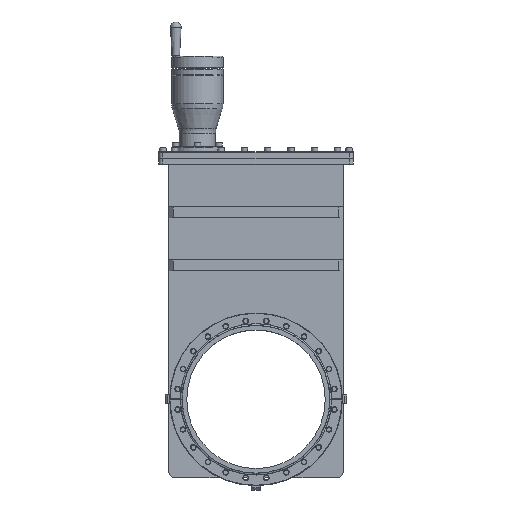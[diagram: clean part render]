
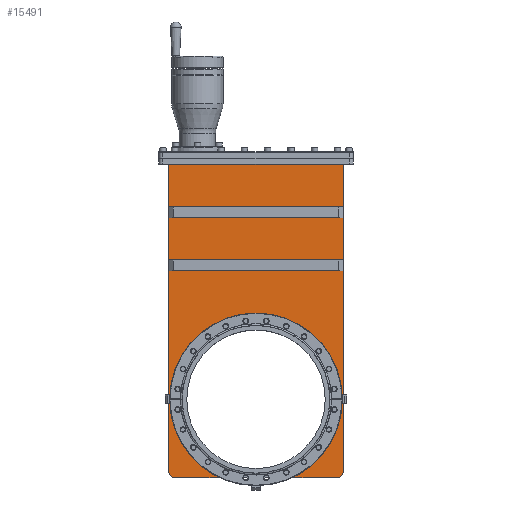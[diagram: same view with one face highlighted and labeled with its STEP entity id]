
A CAD part, top view. The second image highlights one B-rep face of the part: STEP entity #15491.
In plain terms, the highlighted planar face has unit normal (0, 0, 1).
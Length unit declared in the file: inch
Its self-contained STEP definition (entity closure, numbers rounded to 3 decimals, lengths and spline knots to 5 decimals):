
#1121=CARTESIAN_POINT('',(-4.655,-4.155,0.7025));
#1122=DIRECTION('',(0.,0.,1.));
#1123=DIRECTION('',(-1.,0.,0.));
#1124=AXIS2_PLACEMENT_3D('',#1121,#1122,#1123);
#4420=CARTESIAN_POINT('',(4.655,-4.155,0.7025));
#4421=DIRECTION('',(0.,0.,1.));
#4422=DIRECTION('',(0.,-1.,0.));
#4423=AXIS2_PLACEMENT_3D('',#4420,#4421,#4422);
#4499=DIRECTION('',(-1.,0.,0.));
#4500=VECTOR('',#4499,2.64512);
#4501=CARTESIAN_POINT('',(4.655,-4.54,0.7025));
#4502=LINE('',#4501,#4500);
#4503=CARTESIAN_POINT('',(0.,0.,0.7025));
#4504=DIRECTION('',(0.,0.,-1.));
#4505=DIRECTION('',(0.,1.,0.));
#4506=AXIS2_PLACEMENT_3D('',#4503,#4504,#4505);
#4508=CARTESIAN_POINT('',(0.,0.,0.7025));
#4509=DIRECTION('',(0.,0.,1.));
#4510=DIRECTION('',(0.,1.,0.));
#4511=AXIS2_PLACEMENT_3D('',#4508,#4509,#4510);
#4513=DIRECTION('',(-1.,0.,0.));
#4514=VECTOR('',#4513,2.64512);
#4515=CARTESIAN_POINT('',(-2.00988,-4.54,0.7025));
#4516=LINE('',#4515,#4514);
#4517=DIRECTION('',(0.,-1.,0.));
#4518=VECTOR('',#4517,17.715);
#4519=CARTESIAN_POINT('',(-5.04,13.56,0.7025));
#4520=LINE('',#4519,#4518);
#4521=DIRECTION('',(1.,0.,0.));
#4522=VECTOR('',#4521,10.08);
#4523=CARTESIAN_POINT('',(-5.04,13.56,0.7025));
#4524=LINE('',#4523,#4522);
#4525=DIRECTION('',(0.,1.,0.));
#4526=VECTOR('',#4525,17.715);
#4527=CARTESIAN_POINT('',(5.04,-4.155,0.7025));
#4528=LINE('',#4527,#4526);
#4529=DIRECTION('',(0.,-1.,0.));
#4530=VECTOR('',#4529,0.625);
#4531=CARTESIAN_POINT('',(-5.02,8.05,0.7025));
#4532=LINE('',#4531,#4530);
#4533=DIRECTION('',(1.,0.,0.));
#4534=VECTOR('',#4533,10.04);
#4535=CARTESIAN_POINT('',(-5.02,7.425,0.7025));
#4536=LINE('',#4535,#4534);
#4537=DIRECTION('',(0.,1.,0.));
#4538=VECTOR('',#4537,0.625);
#4539=CARTESIAN_POINT('',(5.02,7.425,0.7025));
#4540=LINE('',#4539,#4538);
#4541=DIRECTION('',(-1.,0.,0.));
#4542=VECTOR('',#4541,10.04);
#4543=CARTESIAN_POINT('',(5.02,8.05,0.7025));
#4544=LINE('',#4543,#4542);
#4545=DIRECTION('',(0.,-1.,0.));
#4546=VECTOR('',#4545,0.625);
#4547=CARTESIAN_POINT('',(-5.02,11.115,0.7025));
#4548=LINE('',#4547,#4546);
#4549=DIRECTION('',(1.,0.,0.));
#4550=VECTOR('',#4549,10.04);
#4551=CARTESIAN_POINT('',(-5.02,10.49,0.7025));
#4552=LINE('',#4551,#4550);
#4553=DIRECTION('',(0.,1.,0.));
#4554=VECTOR('',#4553,0.625);
#4555=CARTESIAN_POINT('',(5.02,10.49,0.7025));
#4556=LINE('',#4555,#4554);
#4557=DIRECTION('',(-1.,0.,0.));
#4558=VECTOR('',#4557,10.04);
#4559=CARTESIAN_POINT('',(5.02,11.115,0.7025));
#4560=LINE('',#4559,#4558);
#6769=CARTESIAN_POINT('',(-5.04,13.56,0.7025));
#6770=CARTESIAN_POINT('',(5.04,13.56,0.7025));
#6771=VERTEX_POINT('',#6769);
#6772=VERTEX_POINT('',#6770);
#6773=CARTESIAN_POINT('',(4.655,-4.54,0.7025));
#6774=CARTESIAN_POINT('',(5.04,-4.155,0.7025));
#6775=VERTEX_POINT('',#6773);
#6776=VERTEX_POINT('',#6774);
#6781=CARTESIAN_POINT('',(-5.04,-4.155,0.7025));
#6782=CARTESIAN_POINT('',(-4.655,-4.54,0.7025));
#6783=VERTEX_POINT('',#6781);
#6784=VERTEX_POINT('',#6782);
#8081=CARTESIAN_POINT('',(2.00988,-4.54,0.7025));
#8083=VERTEX_POINT('',#8081);
#8085=CARTESIAN_POINT('',(-2.00988,-4.54,0.7025));
#8086=VERTEX_POINT('',#8085);
#8125=CARTESIAN_POINT('',(0.,4.965,0.7025));
#8126=VERTEX_POINT('',#8125);
#8460=CARTESIAN_POINT('',(-5.02,8.05,0.7025));
#8461=CARTESIAN_POINT('',(-5.02,7.425,0.7025));
#8462=VERTEX_POINT('',#8460);
#8463=VERTEX_POINT('',#8461);
#8464=CARTESIAN_POINT('',(5.02,7.425,0.7025));
#8465=VERTEX_POINT('',#8464);
#8466=CARTESIAN_POINT('',(5.02,8.05,0.7025));
#8467=VERTEX_POINT('',#8466);
#8468=CARTESIAN_POINT('',(-5.02,11.115,0.7025));
#8469=CARTESIAN_POINT('',(-5.02,10.49,0.7025));
#8470=VERTEX_POINT('',#8468);
#8471=VERTEX_POINT('',#8469);
#8472=CARTESIAN_POINT('',(5.02,10.49,0.7025));
#8473=VERTEX_POINT('',#8472);
#8474=CARTESIAN_POINT('',(5.02,11.115,0.7025));
#8475=VERTEX_POINT('',#8474);
#15453=CARTESIAN_POINT('',(0.,0.,0.7025));
#15454=DIRECTION('',(0.,0.,1.));
#15455=DIRECTION('',(1.,0.,0.));
#15456=AXIS2_PLACEMENT_3D('',#15453,#15454,#15455);
#15457=PLANE('',#15456);
#15458=ORIENTED_EDGE('',*,*,#10103,.T.);
#15460=ORIENTED_EDGE('',*,*,#15459,.F.);
#15462=ORIENTED_EDGE('',*,*,#15461,.T.);
#15463=ORIENTED_EDGE('',*,*,#10091,.T.);
#15464=ORIENTED_EDGE('',*,*,#10167,.F.);
#15465=ORIENTED_EDGE('',*,*,#10195,.F.);
#15466=ORIENTED_EDGE('',*,*,#10232,.T.);
#15467=ORIENTED_EDGE('',*,*,#15274,.F.);
#15468=ORIENTED_EDGE('',*,*,#15300,.F.);
#15469=EDGE_LOOP('',(#15458,#15460,#15462,#15463,#15464,#15465,#15466,#15467,
#15468));
#15470=FACE_OUTER_BOUND('',#15469,.F.);
#15472=ORIENTED_EDGE('',*,*,#15471,.T.);
#15474=ORIENTED_EDGE('',*,*,#15473,.T.);
#15476=ORIENTED_EDGE('',*,*,#15475,.T.);
#15478=ORIENTED_EDGE('',*,*,#15477,.T.);
#15479=EDGE_LOOP('',(#15472,#15474,#15476,#15478));
#15480=FACE_BOUND('',#15479,.F.);
#15482=ORIENTED_EDGE('',*,*,#15481,.T.);
#15484=ORIENTED_EDGE('',*,*,#15483,.T.);
#15486=ORIENTED_EDGE('',*,*,#15485,.T.);
#15488=ORIENTED_EDGE('',*,*,#15487,.T.);
#15489=EDGE_LOOP('',(#15482,#15484,#15486,#15488));
#15490=FACE_BOUND('',#15489,.F.);
#1125=CIRCLE('',#1124,0.385);
#4424=CIRCLE('',#4423,0.385);
#4507=CIRCLE('',#4506,4.965);
#4512=CIRCLE('',#4511,4.965);
#10091=EDGE_CURVE('',#8086,#6784,#4516,.T.);
#10103=EDGE_CURVE('',#6775,#8083,#4502,.T.);
#10167=EDGE_CURVE('',#6783,#6784,#1125,.T.);
#10195=EDGE_CURVE('',#6771,#6783,#4520,.T.);
#10232=EDGE_CURVE('',#6771,#6772,#4524,.T.);
#15274=EDGE_CURVE('',#6776,#6772,#4528,.T.);
#15300=EDGE_CURVE('',#6775,#6776,#4424,.T.);
#15459=EDGE_CURVE('',#8126,#8083,#4507,.T.);
#15461=EDGE_CURVE('',#8126,#8086,#4512,.T.);
#15471=EDGE_CURVE('',#8462,#8463,#4532,.T.);
#15473=EDGE_CURVE('',#8463,#8465,#4536,.T.);
#15475=EDGE_CURVE('',#8465,#8467,#4540,.T.);
#15477=EDGE_CURVE('',#8467,#8462,#4544,.T.);
#15481=EDGE_CURVE('',#8470,#8471,#4548,.T.);
#15483=EDGE_CURVE('',#8471,#8473,#4552,.T.);
#15485=EDGE_CURVE('',#8473,#8475,#4556,.T.);
#15487=EDGE_CURVE('',#8475,#8470,#4560,.T.);
#15491=ADVANCED_FACE('',(#15470,#15480,#15490),#15457,.T.);
